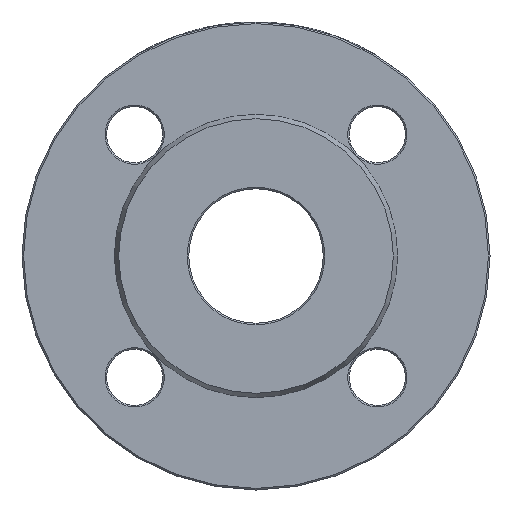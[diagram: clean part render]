
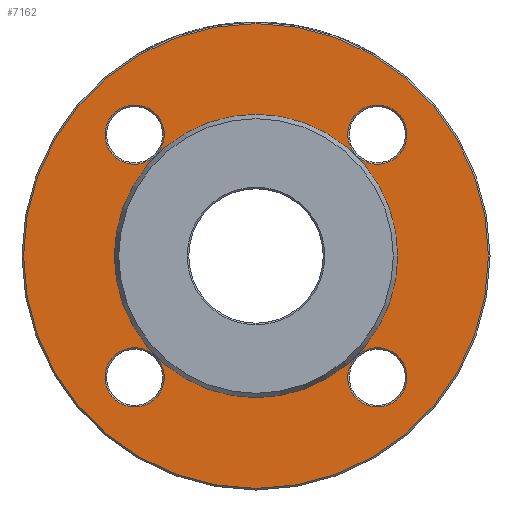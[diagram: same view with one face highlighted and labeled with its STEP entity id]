
A CAD part, left-side view. The second image highlights one B-rep face of the part: STEP entity #7162.
In plain terms, the highlighted planar face has unit normal (-1, 0, 0).
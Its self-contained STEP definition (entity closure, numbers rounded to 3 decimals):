
#87 = VERTEX_POINT ( 'NONE', #2705 ) ;
#176 = DIRECTION ( 'NONE',  ( 1., 0., 0. ) ) ;
#301 = VERTEX_POINT ( 'NONE', #5396 ) ;
#367 = CIRCLE ( 'NONE', #6414, 9.5 ) ;
#378 = FACE_BOUND ( 'NONE', #1599, .T. ) ;
#414 = FACE_OUTER_BOUND ( 'NONE', #5789, .T. ) ;
#552 = DIRECTION ( 'NONE',  ( 1., 0., 0. ) ) ;
#616 = EDGE_CURVE ( 'NONE', #4860, #4860, #367, .T. ) ;
#654 = DIRECTION ( 'NONE',  ( 0., 0., -1. ) ) ;
#718 = EDGE_LOOP ( 'NONE', ( #6664 ) ) ;
#721 = AXIS2_PLACEMENT_3D ( 'NONE', #4325, #1436, #6684 ) ;
#832 = CIRCLE ( 'NONE', #721, 45.399 ) ;
#1081 = AXIS2_PLACEMENT_3D ( 'NONE', #4786, #1468, #4896 ) ;
#1119 = EDGE_CURVE ( 'NONE', #5286, #5286, #5753, .T. ) ;
#1216 = EDGE_LOOP ( 'NONE', ( #1577 ) ) ;
#1298 = CIRCLE ( 'NONE', #6763, 74.5 ) ;
#1436 = DIRECTION ( 'NONE',  ( -1., 0., 0. ) ) ;
#1468 = DIRECTION ( 'NONE',  ( 1., 0., 0. ) ) ;
#1558 = CARTESIAN_POINT ( 'NONE',  ( 3., -38.891, -38.891 ) ) ;
#1577 = ORIENTED_EDGE ( 'NONE', *, *, #1119, .T. ) ;
#1599 = EDGE_LOOP ( 'NONE', ( #7112 ) ) ;
#1976 = CARTESIAN_POINT ( 'NONE',  ( 3., -38.891, 38.891 ) ) ;
#2141 = EDGE_CURVE ( 'NONE', #5360, #5360, #1298, .T. ) ;
#2228 = ORIENTED_EDGE ( 'NONE', *, *, #2141, .T. ) ;
#2261 = CARTESIAN_POINT ( 'NONE',  ( 3., 0., 45.399 ) ) ;
#2531 = CIRCLE ( 'NONE', #3583, 9.5 ) ;
#2559 = CARTESIAN_POINT ( 'NONE',  ( 3., -48.391, -38.891 ) ) ;
#2630 = EDGE_CURVE ( 'NONE', #301, #301, #3945, .T. ) ;
#2705 = CARTESIAN_POINT ( 'NONE',  ( 3., 48.391, 38.891 ) ) ;
#2839 = AXIS2_PLACEMENT_3D ( 'NONE', #1558, #6282, #2890 ) ;
#2845 = VERTEX_POINT ( 'NONE', #2261 ) ;
#2890 = DIRECTION ( 'NONE',  ( 0., -1., 0. ) ) ;
#3185 = PLANE ( 'NONE',  #1081 ) ;
#3258 = EDGE_LOOP ( 'NONE', ( #5467 ) ) ;
#3472 = EDGE_LOOP ( 'NONE', ( #6780 ) ) ;
#3583 = AXIS2_PLACEMENT_3D ( 'NONE', #3665, #176, #6515 ) ;
#3665 = CARTESIAN_POINT ( 'NONE',  ( 3., 38.891, 38.891 ) ) ;
#3689 = FACE_BOUND ( 'NONE', #3258, .T. ) ;
#3770 = FACE_BOUND ( 'NONE', #1216, .T. ) ;
#3945 = CIRCLE ( 'NONE', #5791, 9.5 ) ;
#4202 = DIRECTION ( 'NONE',  ( 1., 0., 0. ) ) ;
#4203 = FACE_BOUND ( 'NONE', #3472, .T. ) ;
#4325 = CARTESIAN_POINT ( 'NONE',  ( 3., 0., 0. ) ) ;
#4750 = CARTESIAN_POINT ( 'NONE',  ( 3., -38.891, 48.391 ) ) ;
#4786 = CARTESIAN_POINT ( 'NONE',  ( 3., 45.399, 0. ) ) ;
#4860 = VERTEX_POINT ( 'NONE', #4750 ) ;
#4896 = DIRECTION ( 'NONE',  ( 0., 0., -1. ) ) ;
#5020 = DIRECTION ( 'NONE',  ( 0., 0., -1. ) ) ;
#5286 = VERTEX_POINT ( 'NONE', #2559 ) ;
#5360 = VERTEX_POINT ( 'NONE', #6498 ) ;
#5396 = CARTESIAN_POINT ( 'NONE',  ( 3., 38.891, -48.391 ) ) ;
#5436 = FACE_BOUND ( 'NONE', #718, .T. ) ;
#5467 = ORIENTED_EDGE ( 'NONE', *, *, #616, .T. ) ;
#5490 = CARTESIAN_POINT ( 'NONE',  ( 3., 0., 0. ) ) ;
#5523 = DIRECTION ( 'NONE',  ( -1., 0., 0. ) ) ;
#5685 = DIRECTION ( 'NONE',  ( 0., 0., 1. ) ) ;
#5753 = CIRCLE ( 'NONE', #2839, 9.5 ) ;
#5789 = EDGE_LOOP ( 'NONE', ( #2228 ) ) ;
#5791 = AXIS2_PLACEMENT_3D ( 'NONE', #6161, #552, #654 ) ;
#6161 = CARTESIAN_POINT ( 'NONE',  ( 3., 38.891, -38.891 ) ) ;
#6282 = DIRECTION ( 'NONE',  ( 1., 0., 0. ) ) ;
#6414 = AXIS2_PLACEMENT_3D ( 'NONE', #1976, #4202, #5685 ) ;
#6498 = CARTESIAN_POINT ( 'NONE',  ( 3., 0., -74.5 ) ) ;
#6515 = DIRECTION ( 'NONE',  ( 0., 1., 0. ) ) ;
#6596 = EDGE_CURVE ( 'NONE', #87, #87, #2531, .T. ) ;
#6664 = ORIENTED_EDGE ( 'NONE', *, *, #2630, .T. ) ;
#6684 = DIRECTION ( 'NONE',  ( 0., 0., 1. ) ) ;
#6763 = AXIS2_PLACEMENT_3D ( 'NONE', #5490, #5523, #5020 ) ;
#6780 = ORIENTED_EDGE ( 'NONE', *, *, #6936, .F. ) ;
#6936 = EDGE_CURVE ( 'NONE', #2845, #2845, #832, .T. ) ;
#7112 = ORIENTED_EDGE ( 'NONE', *, *, #6596, .T. ) ;
#7162 = ADVANCED_FACE ( 'NONE', ( #3770, #3689, #378, #5436, #414, #4203 ), #3185, .F. ) ;
